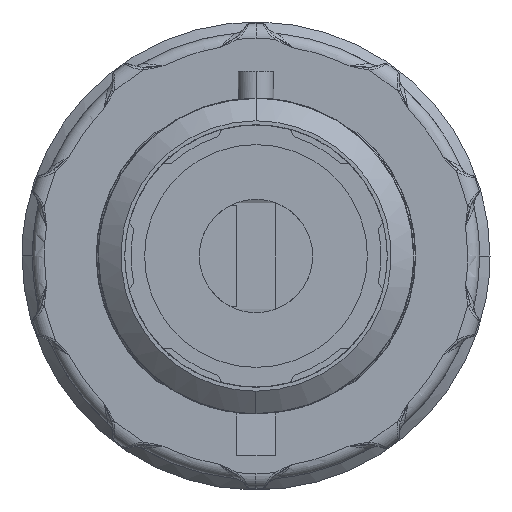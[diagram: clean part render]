
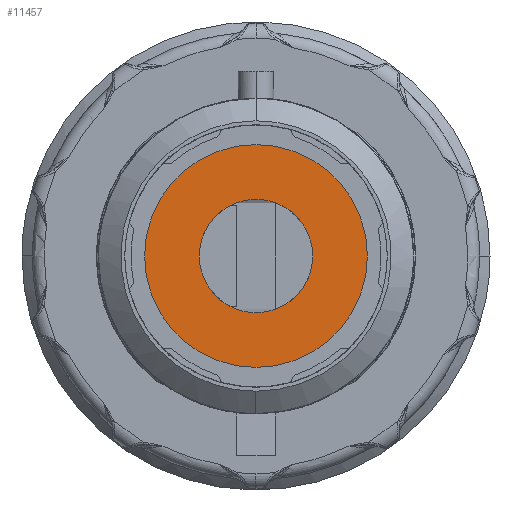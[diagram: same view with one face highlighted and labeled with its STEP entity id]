
A CAD part, front view. The second image highlights one B-rep face of the part: STEP entity #11457.
In plain terms, the highlighted planar face has unit normal (0, -1, 0).
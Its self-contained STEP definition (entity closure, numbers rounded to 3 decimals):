
#121 = CARTESIAN_POINT ( 'NONE',  ( 9.5, -152.2, 0. ) ) ;
#307 = FACE_BOUND ( 'NONE', #21624, .T. ) ;
#572 = DIRECTION ( 'NONE',  ( 0., 0., 1. ) ) ;
#1719 = VERTEX_POINT ( 'NONE', #32006 ) ;
#2374 = CARTESIAN_POINT ( 'NONE',  ( 9.5, -152.2, 1.244 ) ) ;
#2658 = CARTESIAN_POINT ( 'NONE',  ( 5.838, -152.2, 7.597 ) ) ;
#2820 = CARTESIAN_POINT ( 'NONE',  ( -9.5, -152.2, 1.244 ) ) ;
#3004 = CARTESIAN_POINT ( 'NONE',  ( -8.301, -152.2, 4.784 ) ) ;
#3177 = CARTESIAN_POINT ( 'NONE',  ( 4.784, -152.2, 8.301 ) ) ;
#3546 = DIRECTION ( 'NONE',  ( 0., 0., 1. ) ) ;
#5825 = CARTESIAN_POINT ( 'NONE',  ( -1.244, -152.2, 9.5 ) ) ;
#6130 = CARTESIAN_POINT ( 'NONE',  ( 9.5, -152.2, -1.244 ) ) ;
#6296 = AXIS2_PLACEMENT_3D ( 'NONE', #19796, #19626, #572 ) ;
#6775 = EDGE_CURVE ( 'NONE', #11157, #1719, #8981, .T. ) ;
#7206 = CARTESIAN_POINT ( 'NONE',  ( -9.253, -152.2, -2.487 ) ) ;
#7745 = CARTESIAN_POINT ( 'NONE',  ( -8.301, -152.2, -4.784 ) ) ;
#7906 = CARTESIAN_POINT ( 'NONE',  ( 2.487, -152.2, -9.253 ) ) ;
#8019 = CARTESIAN_POINT ( 'NONE',  ( 8.301, -152.2, 4.784 ) ) ;
#8410 = CARTESIAN_POINT ( 'NONE',  ( 8.301, -152.2, -4.784 ) ) ;
#8981 = B_SPLINE_CURVE_WITH_KNOTS ( 'NONE', 3,
 ( #30770, #2374, #26697, #8019, #21684, #2658, #3177, #13568, #34803, #5825, #27146, #18870, #18698, #16386, #3004, #13405, #2820, #13736 ),
 .UNSPECIFIED., .F., .F.,
 ( 4, 2, 2, 2, 2, 2, 2, 2, 4 ),
 ( 0., 0.063, 0.125, 0.188, 0.25, 0.313, 0.375, 0.438, 0.5 ),
 .UNSPECIFIED. ) ;
#9677 = CARTESIAN_POINT ( 'NONE',  ( 0., -152.2, 18.692 ) ) ;
#10385 = CARTESIAN_POINT ( 'NONE',  ( -9.5, -152.2, 0. ) ) ;
#10566 = CARTESIAN_POINT ( 'NONE',  ( -2.487, -152.2, -9.253 ) ) ;
#11085 = PLANE ( 'NONE',  #19311 ) ;
#11157 = VERTEX_POINT ( 'NONE', #20428 ) ;
#11457 = ADVANCED_FACE ( 'NONE', ( #30959, #307 ), #11085, .F. ) ;
#12653 = CARTESIAN_POINT ( 'NONE',  ( -1.244, -152.2, -9.5 ) ) ;
#13405 = CARTESIAN_POINT ( 'NONE',  ( -9.253, -152.2, 2.487 ) ) ;
#13568 = CARTESIAN_POINT ( 'NONE',  ( 2.487, -152.2, 9.253 ) ) ;
#13736 = CARTESIAN_POINT ( 'NONE',  ( -9.5, -152.2, 0. ) ) ;
#14928 = B_SPLINE_CURVE_WITH_KNOTS ( 'NONE', 3,
 ( #10385, #21111, #7206, #7745, #15292, #26580, #23955, #10566, #12653, #32067, #7906, #18644, #32583, #24286, #8410, #21803, #6130, #121 ),
 .UNSPECIFIED., .F., .F.,
 ( 4, 2, 2, 2, 2, 2, 2, 2, 4 ),
 ( 0.5, 0.563, 0.625, 0.688, 0.75, 0.813, 0.875, 0.938, 1. ),
 .UNSPECIFIED. ) ;
#15292 = CARTESIAN_POINT ( 'NONE',  ( -7.597, -152.2, -5.838 ) ) ;
#16386 = CARTESIAN_POINT ( 'NONE',  ( -7.597, -152.2, 5.838 ) ) ;
#16932 = CARTESIAN_POINT ( 'NONE',  ( 0., -152.2, 0. ) ) ;
#17530 = DIRECTION ( 'NONE',  ( 0., 1., 0. ) ) ;
#17567 = EDGE_CURVE ( 'NONE', #20521, #19757, #32890, .T. ) ;
#18644 = CARTESIAN_POINT ( 'NONE',  ( 4.784, -152.2, -8.301 ) ) ;
#18698 = CARTESIAN_POINT ( 'NONE',  ( -5.838, -152.2, 7.597 ) ) ;
#18870 = CARTESIAN_POINT ( 'NONE',  ( -4.784, -152.2, 8.301 ) ) ;
#19311 = AXIS2_PLACEMENT_3D ( 'NONE', #23007, #17530, #24651 ) ;
#19400 = DIRECTION ( 'NONE',  ( 0., -1., 0. ) ) ;
#19572 = ORIENTED_EDGE ( 'NONE', *, *, #27111, .T. ) ;
#19626 = DIRECTION ( 'NONE',  ( 0., -1., 0. ) ) ;
#19757 = VERTEX_POINT ( 'NONE', #24161 ) ;
#19796 = CARTESIAN_POINT ( 'NONE',  ( 0., -152.2, 0. ) ) ;
#20428 = CARTESIAN_POINT ( 'NONE',  ( 9.5, -152.2, 0. ) ) ;
#20521 = VERTEX_POINT ( 'NONE', #9677 ) ;
#21111 = CARTESIAN_POINT ( 'NONE',  ( -9.5, -152.2, -1.244 ) ) ;
#21595 = AXIS2_PLACEMENT_3D ( 'NONE', #16932, #19400, #3546 ) ;
#21624 = EDGE_LOOP ( 'NONE', ( #27370, #29852 ) ) ;
#21684 = CARTESIAN_POINT ( 'NONE',  ( 7.597, -152.2, 5.838 ) ) ;
#21803 = CARTESIAN_POINT ( 'NONE',  ( 9.253, -152.2, -2.487 ) ) ;
#21806 = EDGE_LOOP ( 'NONE', ( #19572, #29640 ) ) ;
#23007 = CARTESIAN_POINT ( 'NONE',  ( 0., -152.2, 0. ) ) ;
#23955 = CARTESIAN_POINT ( 'NONE',  ( -4.784, -152.2, -8.301 ) ) ;
#24161 = CARTESIAN_POINT ( 'NONE',  ( 0., -152.2, -18.692 ) ) ;
#24286 = CARTESIAN_POINT ( 'NONE',  ( 7.597, -152.2, -5.838 ) ) ;
#24651 = DIRECTION ( 'NONE',  ( 0., 0., 1. ) ) ;
#26580 = CARTESIAN_POINT ( 'NONE',  ( -5.838, -152.2, -7.597 ) ) ;
#26697 = CARTESIAN_POINT ( 'NONE',  ( 9.253, -152.2, 2.487 ) ) ;
#27111 = EDGE_CURVE ( 'NONE', #19757, #20521, #31085, .T. ) ;
#27146 = CARTESIAN_POINT ( 'NONE',  ( -2.487, -152.2, 9.253 ) ) ;
#27370 = ORIENTED_EDGE ( 'NONE', *, *, #6775, .F. ) ;
#28847 = EDGE_CURVE ( 'NONE', #1719, #11157, #14928, .T. ) ;
#29640 = ORIENTED_EDGE ( 'NONE', *, *, #17567, .T. ) ;
#29852 = ORIENTED_EDGE ( 'NONE', *, *, #28847, .F. ) ;
#30770 = CARTESIAN_POINT ( 'NONE',  ( 9.5, -152.2, 0. ) ) ;
#30959 = FACE_OUTER_BOUND ( 'NONE', #21806, .T. ) ;
#31085 = CIRCLE ( 'NONE', #6296, 18.692 ) ;
#32006 = CARTESIAN_POINT ( 'NONE',  ( -9.5, -152.2, 0. ) ) ;
#32067 = CARTESIAN_POINT ( 'NONE',  ( 1.244, -152.2, -9.5 ) ) ;
#32583 = CARTESIAN_POINT ( 'NONE',  ( 5.838, -152.2, -7.597 ) ) ;
#32890 = CIRCLE ( 'NONE', #21595, 18.692 ) ;
#34803 = CARTESIAN_POINT ( 'NONE',  ( 1.244, -152.2, 9.5 ) ) ;
